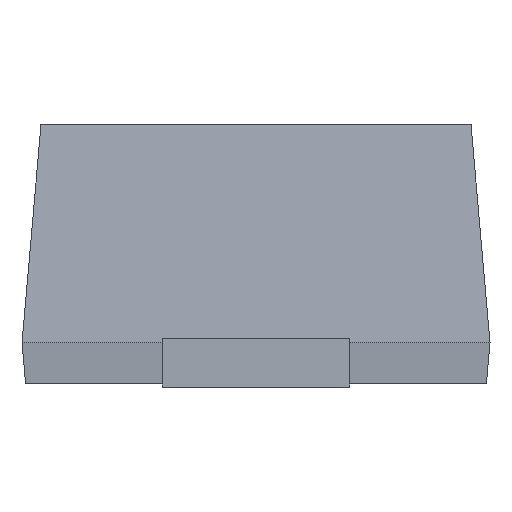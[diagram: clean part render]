
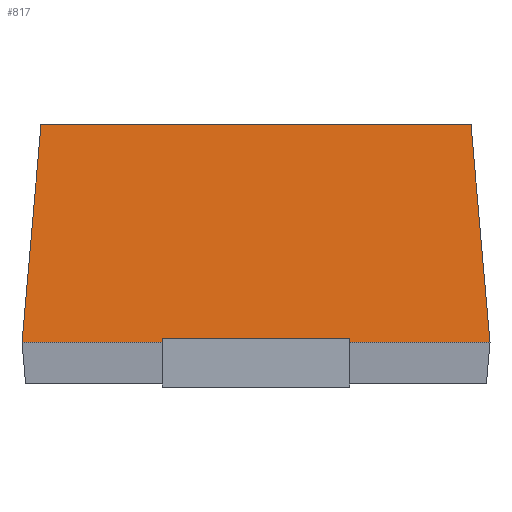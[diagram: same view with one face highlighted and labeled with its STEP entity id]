
A CAD part, front view. The second image highlights one B-rep face of the part: STEP entity #817.
In plain terms, the highlighted planar face has unit normal (0, -0.996, 0.087).
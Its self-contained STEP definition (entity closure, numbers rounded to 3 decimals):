
#15 = VECTOR ( 'NONE', #204, 1000. ) ;
#30 = LINE ( 'NONE', #953, #267 ) ;
#33 = DIRECTION ( 'NONE',  ( 1., 0., 0. ) ) ;
#44 = EDGE_CURVE ( 'NONE', #959, #883, #288, .T. ) ;
#54 = CARTESIAN_POINT ( 'NONE',  ( 0.574, -0.799, 0.7 ) ) ;
#57 = LINE ( 'NONE', #976, #70 ) ;
#70 = VECTOR ( 'NONE', #33, 1000. ) ;
#91 = CARTESIAN_POINT ( 'NONE',  ( -0.574, -0.799, 0.7 ) ) ;
#98 = EDGE_CURVE ( 'NONE', #133, #488, #30, .T. ) ;
#102 = CARTESIAN_POINT ( 'NONE',  ( -0.625, -0.85, 0.12 ) ) ;
#133 = VERTEX_POINT ( 'NONE', #102 ) ;
#197 = ORIENTED_EDGE ( 'NONE', *, *, #44, .F. ) ;
#204 = DIRECTION ( 'NONE',  ( -1., 0., 0. ) ) ;
#267 = VECTOR ( 'NONE', #797, 1000. ) ;
#288 = LINE ( 'NONE', #54, #819 ) ;
#312 = FACE_OUTER_BOUND ( 'NONE', #404, .T. ) ;
#350 = EDGE_CURVE ( 'NONE', #883, #133, #621, .T. ) ;
#404 = EDGE_LOOP ( 'NONE', ( #949, #594, #763, #197 ) ) ;
#488 = VERTEX_POINT ( 'NONE', #91 ) ;
#539 = CARTESIAN_POINT ( 'NONE',  ( 0.321, -0.85, 0.12 ) ) ;
#543 = DIRECTION ( 'NONE',  ( 0., 0.996, -0.087 ) ) ;
#551 = CARTESIAN_POINT ( 'NONE',  ( 0., -0.85, 0.12 ) ) ;
#594 = ORIENTED_EDGE ( 'NONE', *, *, #98, .F. ) ;
#621 = LINE ( 'NONE', #551, #15 ) ;
#683 = AXIS2_PLACEMENT_3D ( 'NONE', #539, #543, #824 ) ;
#725 = DIRECTION ( 'NONE',  ( 0.087, -0.087, -0.992 ) ) ;
#728 = EDGE_CURVE ( 'NONE', #488, #959, #57, .T. ) ;
#729 = PLANE ( 'NONE',  #683 ) ;
#763 = ORIENTED_EDGE ( 'NONE', *, *, #350, .F. ) ;
#797 = DIRECTION ( 'NONE',  ( 0.087, 0.087, 0.992 ) ) ;
#817 = ADVANCED_FACE ( 'NONE', ( #312 ), #729, .F. ) ;
#819 = VECTOR ( 'NONE', #725, 1000. ) ;
#824 = DIRECTION ( 'NONE',  ( 0., 0.087, 0.996 ) ) ;
#883 = VERTEX_POINT ( 'NONE', #912 ) ;
#912 = CARTESIAN_POINT ( 'NONE',  ( 0.625, -0.85, 0.12 ) ) ;
#916 = CARTESIAN_POINT ( 'NONE',  ( 0.574, -0.799, 0.7 ) ) ;
#949 = ORIENTED_EDGE ( 'NONE', *, *, #728, .F. ) ;
#953 = CARTESIAN_POINT ( 'NONE',  ( -0.625, -0.85, 0.12 ) ) ;
#959 = VERTEX_POINT ( 'NONE', #916 ) ;
#976 = CARTESIAN_POINT ( 'NONE',  ( 0.321, -0.799, 0.7 ) ) ;
